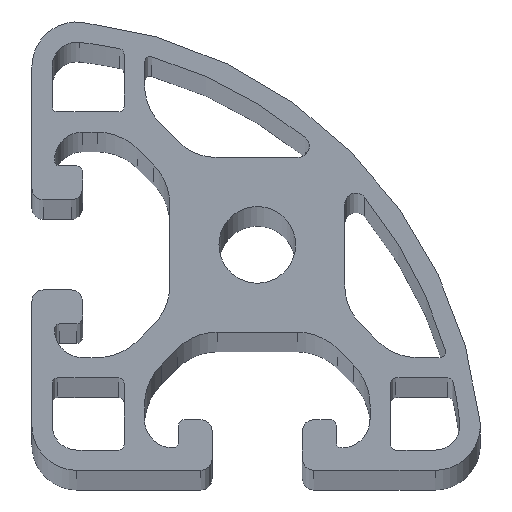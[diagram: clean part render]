
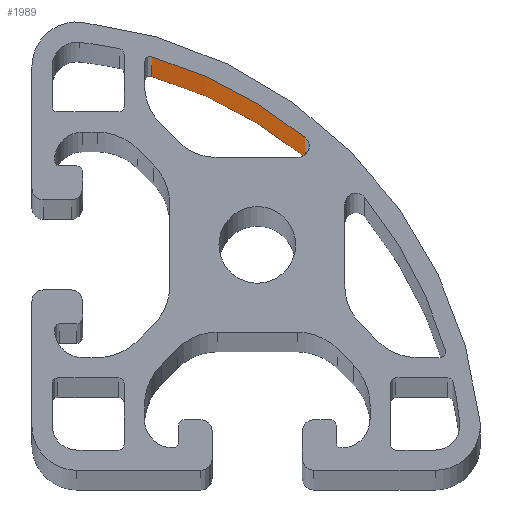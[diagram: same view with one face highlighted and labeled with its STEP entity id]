
A CAD part, top view. The second image highlights one B-rep face of the part: STEP entity #1989.
In plain terms, the highlighted cylindrical face has radius 38.2 mm (diameter 76.4 mm), a partial arc.
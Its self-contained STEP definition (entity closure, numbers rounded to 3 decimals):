
#79=FACE_OUTER_BOUND($,#182,.T.);
#182=EDGE_LOOP($,(#1325,#1326,#1327,#1328));
#302=LINE($,#2967,#496);
#303=LINE($,#2973,#497);
#496=VECTOR($,#2332,1000.);
#497=VECTOR($,#2339,1000.);
#689=CIRCLE($,#2102,38.2);
#690=CIRCLE($,#2103,38.2);
#805=VERTEX_POINT($,#2964);
#806=VERTEX_POINT($,#2966);
#807=VERTEX_POINT($,#2970);
#808=VERTEX_POINT($,#2972);
#1013=EDGE_CURVE($,#805,#806,#302,.T.);
#1015=EDGE_CURVE($,#807,#805,#689,.T.);
#1016=EDGE_CURVE($,#807,#808,#303,.T.);
#1017=EDGE_CURVE($,#806,#808,#690,.T.);
#1325=ORIENTED_EDGE($,*,*,#1015,.F.);
#1326=ORIENTED_EDGE($,*,*,#1016,.T.);
#1327=ORIENTED_EDGE($,*,*,#1017,.F.);
#1328=ORIENTED_EDGE($,*,*,#1013,.F.);
#1931=CYLINDRICAL_SURFACE($,#2101,38.2);
#1989=ADVANCED_FACE($,(#79),#1931,.F.);
#2101=AXIS2_PLACEMENT_3D($,#2969,#2335,#2336);
#2102=AXIS2_PLACEMENT_3D($,#2971,#2337,#2338);
#2103=AXIS2_PLACEMENT_3D($,#2974,#2340,#2341);
#2332=DIRECTION($,(0.,0.,1.));
#2335=DIRECTION('center_axis',(0.,0.,1.));
#2336=DIRECTION('ref_axis',(-0.635,-0.773,0.));
#2337=DIRECTION('center_axis',(0.,0.,1.));
#2338=DIRECTION('ref_axis',(-0.635,-0.773,0.));
#2339=DIRECTION($,(0.,0.,1.));
#2340=DIRECTION('center_axis',(0.,0.,-1.));
#2341=DIRECTION('ref_axis',(-0.635,-0.773,0.));
#2964=CARTESIAN_POINT('',(6.639,36.689,0.));
#2966=CARTESIAN_POINT('',(6.639,36.689,1000.));
#2967=CARTESIAN_POINT($,(6.639,36.689,0.));
#2969=CARTESIAN_POINT('Origin',(-4.,0.,
0.));
#2970=CARTESIAN_POINT('',(20.241,29.523,0.));
#2971=CARTESIAN_POINT('Origin',(-4.,0.,
0.));
#2972=CARTESIAN_POINT('',(20.241,29.523,1000.));
#2973=CARTESIAN_POINT($,(20.241,29.523,0.));
#2974=CARTESIAN_POINT('Origin',(-4.,0.,
1000.));
